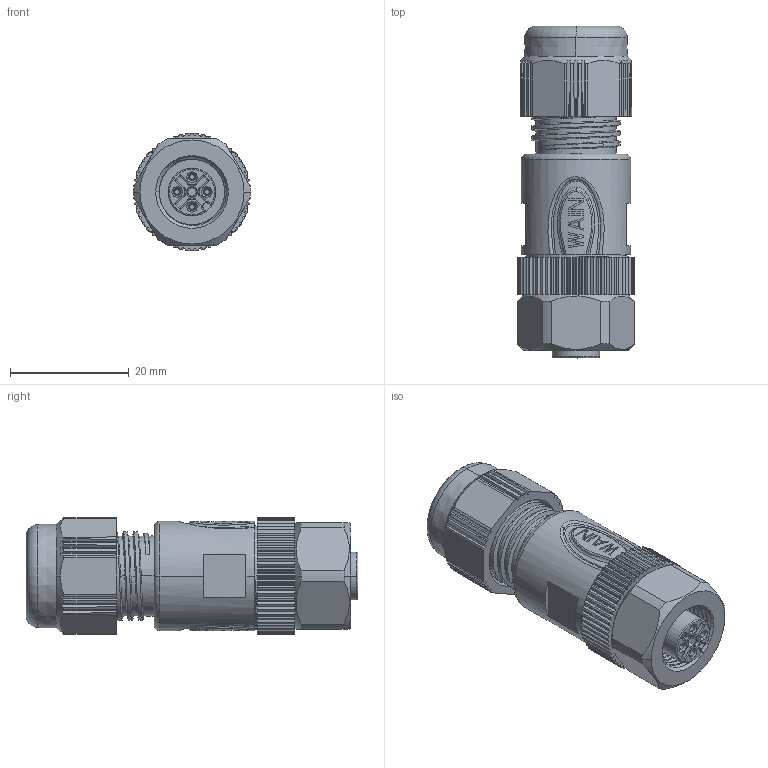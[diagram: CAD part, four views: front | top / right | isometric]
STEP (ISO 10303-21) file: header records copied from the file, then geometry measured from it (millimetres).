
FILE_DESCRIPTION((''),'2;1');
FILE_NAME('3D_1630034241002_M12S-F03A-T-D8','2020-12-29T',('cm.zhong'),(''),'PRO/ENGINEER BY PARAMETRIC TECHNOLOGY CORPORATION, 2012480','PRO/ENGINEER BY PARAMETRIC TECHNOLOGY CORPORATION, 2012480','');
FILE_SCHEMA(('CONFIG_CONTROL_DESIGN'));
Products named in the file (1): 3D_1630034241002_M12S-F03A-T-D8
Bounding box: 19.8 x 56 x 19.8 mm (x, y, z)
Volume: 10168 mm3; surface area: 10642.5 mm2
Topology: 1 solids, 1 shells, 950 faces, 2799 edges, 1888 vertices
Faces by surface type: plane 430, cylinder 269, cone 128, torus 60, bspline 54, extrusion 7, sphere 2
Entity records: 45585 total; most frequent: CARTESIAN_POINT 20979, ORIENTED_EDGE 5594, DIRECTION 4695, EDGE_CURVE 2797, VERTEX_POINT 1888, AXIS2_PLACEMENT_3D 1787, VECTOR 1121, LINE 1114
